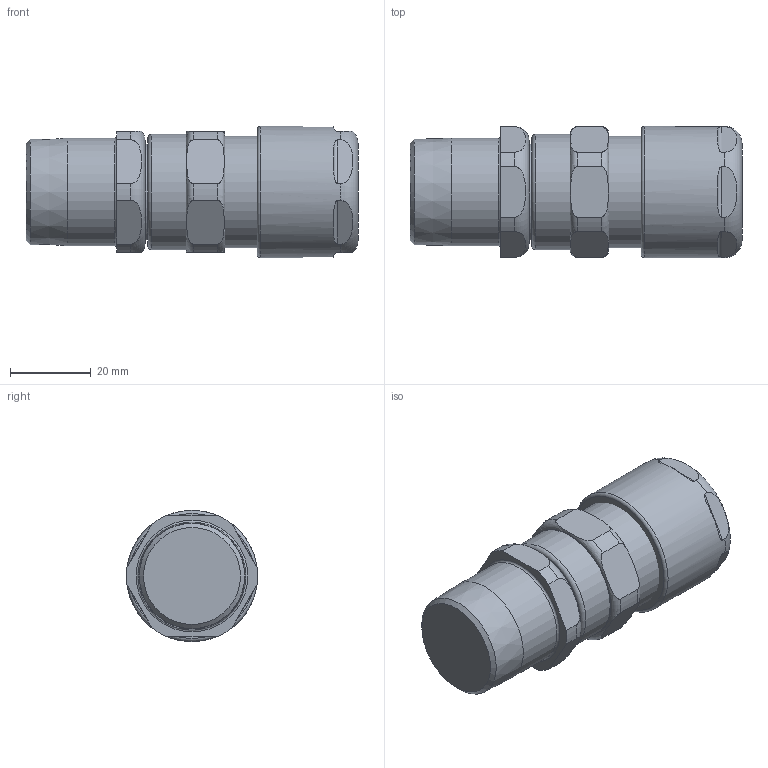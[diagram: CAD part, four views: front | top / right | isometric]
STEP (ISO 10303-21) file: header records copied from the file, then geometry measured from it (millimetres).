
FILE_DESCRIPTION(/* description */ (''),/* implementation_level */ '2;1');
FILE_NAME(/* name */ '151_RAC_X A_3_4_NPT.stp',/* time_stamp */ '2021-05-21T21:55:36+05:00',/* author */ ('vinaykumark'),/* organization */ (''),/* preprocessor_version */ 'ST-DEVELOPER v18',/* originating_system */ 'Autodesk Inventor 2020',/* authorisation */ '');
FILE_SCHEMA (('AUTOMOTIVE_DESIGN { 1 0 10303 214 3 1 1 }'));
Length unit declared in the file: inch
Products named in the file (1): 151_RAC_X A_3_4_NPT
Bounding box: 82.28 x 32.5 x 32.5 mm (x, y, z)
Volume: 77694 mm3; surface area: 25092.1 mm2
Topology: 9 solids, 9 shells, 521 faces, 1433 edges, 934 vertices
Faces by surface type: plane 162, torus 154, cylinder 109, cone 96
Full cylindrical faces by diameter (mm): 14.3 x1, 20.75 x1, 21 x1, 23 x2, 23.3 x1, 23.5 x1, 24.5 x1, 25.4 x1, 26.67 x1, 27.7 x1, 28.5 x1, 28.55 x1, 30 x1, 32.5 x1
Entity records: 20270 total; most frequent: CARTESIAN_POINT 6972, ORIENTED_EDGE 2866, DIRECTION 2583, EDGE_CURVE 1433, AXIS2_PLACEMENT_3D 1117, VERTEX_POINT 934, CIRCLE 595, EDGE_LOOP 529
